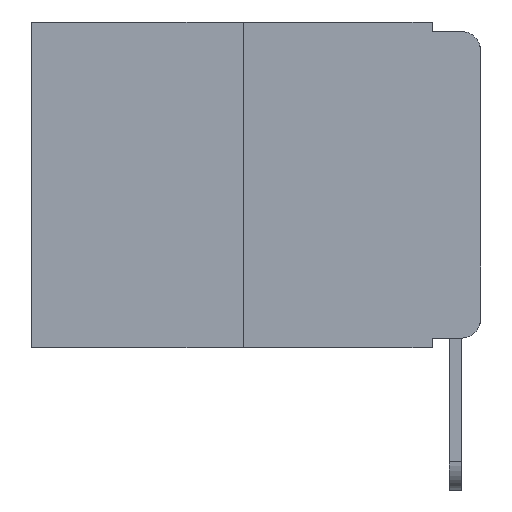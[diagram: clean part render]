
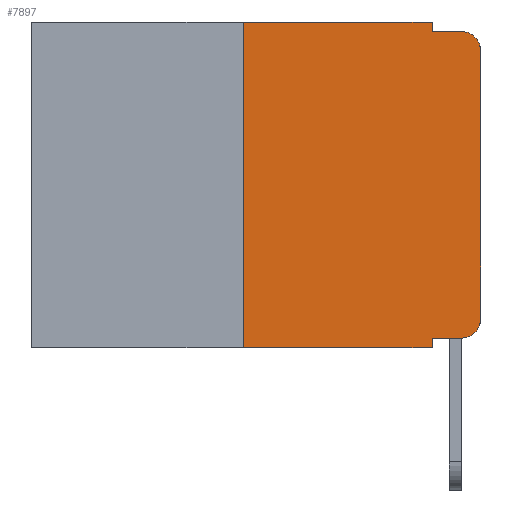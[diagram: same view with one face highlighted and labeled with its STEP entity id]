
A CAD part, left-side view. The second image highlights one B-rep face of the part: STEP entity #7897.
In plain terms, the highlighted planar face has unit normal (-1, 0, 0).
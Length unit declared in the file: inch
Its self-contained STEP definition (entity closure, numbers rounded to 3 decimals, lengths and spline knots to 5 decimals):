
#436 = CARTESIAN_POINT ( 'NONE',  ( 0., 0.473, -0.343 ) ) ;
#438 = CARTESIAN_POINT ( 'NONE',  ( 0., 0.25, 0. ) ) ;
#497 = CARTESIAN_POINT ( 'NONE',  ( 0., 0.051, 0. ) ) ;
#646 = CARTESIAN_POINT ( 'NONE',  ( 0., 0.051, -0.01 ) ) ;
#652 = AXIS2_PLACEMENT_3D ( 'NONE', #5867, #14741, #7275 ) ;
#662 = LINE ( 'NONE', #16869, #14618 ) ;
#771 = PLANE ( 'NONE',  #12418 ) ;
#1202 = DIRECTION ( 'NONE',  ( 0., 0., -1. ) ) ;
#1206 = CARTESIAN_POINT ( 'NONE',  ( 0., 0.25, -0.343 ) ) ;
#2396 = DIRECTION ( 'NONE',  ( 0., 0., -1. ) ) ;
#2484 = CARTESIAN_POINT ( 'NONE',  ( 0., 0.051, 0. ) ) ;
#2878 = ORIENTED_EDGE ( 'NONE', *, *, #7609, .T. ) ;
#3577 = DIRECTION ( 'NONE',  ( 0., 0., 1. ) ) ;
#3601 = DIRECTION ( 'NONE',  ( 0., -1., 0. ) ) ;
#3613 = LINE ( 'NONE', #9465, #13669 ) ;
#3820 = FACE_OUTER_BOUND ( 'NONE', #13287, .T. ) ;
#3852 = DIRECTION ( 'NONE',  ( -1., 0., 0. ) ) ;
#4163 = AXIS2_PLACEMENT_3D ( 'NONE', #11905, #3852, #13103 ) ;
#4488 = ORIENTED_EDGE ( 'NONE', *, *, #6463, .F. ) ;
#5171 = VERTEX_POINT ( 'NONE', #438 ) ;
#5446 = DIRECTION ( 'NONE',  ( 0., 0., -1. ) ) ;
#5590 = CARTESIAN_POINT ( 'NONE',  ( 0., 0.051, -0.343 ) ) ;
#5695 = VECTOR ( 'NONE', #3601, 39.37008 ) ;
#5867 = CARTESIAN_POINT ( 'NONE',  ( 0., 0.02, -0.313 ) ) ;
#6463 = EDGE_CURVE ( 'NONE', #5171, #10630, #16949, .T. ) ;
#6907 = DIRECTION ( 'NONE',  ( 0., 0., 1. ) ) ;
#6915 = EDGE_CURVE ( 'NONE', #16527, #14390, #15744, .T. ) ;
#7275 = DIRECTION ( 'NONE',  ( 0., 0., -1. ) ) ;
#7380 = EDGE_CURVE ( 'NONE', #9023, #15730, #13158, .T. ) ;
#7421 = LINE ( 'NONE', #2484, #13320 ) ;
#7440 = EDGE_CURVE ( 'NONE', #15730, #10611, #7884, .T. ) ;
#7463 = EDGE_CURVE ( 'NONE', #12736, #10611, #3613, .T. ) ;
#7498 = EDGE_CURVE ( 'NONE', #10630, #12736, #7421, .T. ) ;
#7506 = EDGE_CURVE ( 'NONE', #16527, #5171, #12964, .T. ) ;
#7512 = VERTEX_POINT ( 'NONE', #12124 ) ;
#7572 = EDGE_CURVE ( 'NONE', #10470, #14390, #662, .T. ) ;
#7609 = EDGE_CURVE ( 'NONE', #10470, #7512, #8486, .T. ) ;
#7632 = EDGE_CURVE ( 'NONE', #7512, #9023, #16583, .T. ) ;
#7846 = CARTESIAN_POINT ( 'NONE',  ( 0., 0., 0. ) ) ;
#7884 = CIRCLE ( 'NONE', #4163, 0.02 ) ;
#7897 = ADVANCED_FACE ( 'NONE', ( #3820 ), #771, .F. ) ;
#8486 = LINE ( 'NONE', #14690, #13489 ) ;
#8661 = ORIENTED_EDGE ( 'NONE', *, *, #7506, .F. ) ;
#9023 = VERTEX_POINT ( 'NONE', #12111 ) ;
#9135 = CARTESIAN_POINT ( 'NONE',  ( 0., 0.051, -0.333 ) ) ;
#9465 = CARTESIAN_POINT ( 'NONE',  ( 0., 0.051, -0.01 ) ) ;
#9470 = CARTESIAN_POINT ( 'NONE',  ( 0., 0., -0.03 ) ) ;
#9669 = ORIENTED_EDGE ( 'NONE', *, *, #7380, .T. ) ;
#9713 = VECTOR ( 'NONE', #6907, 39.37008 ) ;
#10470 = VERTEX_POINT ( 'NONE', #9135 ) ;
#10611 = VERTEX_POINT ( 'NONE', #14059 ) ;
#10630 = VERTEX_POINT ( 'NONE', #497 ) ;
#10716 = DIRECTION ( 'NONE',  ( 1., 0., 0. ) ) ;
#10725 = VECTOR ( 'NONE', #12864, 39.37008 ) ;
#11905 = CARTESIAN_POINT ( 'NONE',  ( 0., 0.02, -0.03 ) ) ;
#12111 = CARTESIAN_POINT ( 'NONE',  ( 0., 0., -0.313 ) ) ;
#12124 = CARTESIAN_POINT ( 'NONE',  ( 0., 0.02, -0.333 ) ) ;
#12418 = AXIS2_PLACEMENT_3D ( 'NONE', #14263, #10716, #2396 ) ;
#12736 = VERTEX_POINT ( 'NONE', #646 ) ;
#12864 = DIRECTION ( 'NONE',  ( 0., -1., 0. ) ) ;
#12964 = LINE ( 'NONE', #14436, #9713 ) ;
#13103 = DIRECTION ( 'NONE',  ( 0., 0., -1. ) ) ;
#13158 = LINE ( 'NONE', #7846, #15174 ) ;
#13287 = EDGE_LOOP ( 'NONE', ( #9669, #14011, #17061, #14401, #4488, #8661, #15135, #15856, #2878, #16558 ) ) ;
#13320 = VECTOR ( 'NONE', #5446, 39.37008 ) ;
#13489 = VECTOR ( 'NONE', #15850, 39.37008 ) ;
#13669 = VECTOR ( 'NONE', #16592, 39.37008 ) ;
#13966 = CARTESIAN_POINT ( 'NONE',  ( 0., 0.473, 0. ) ) ;
#14011 = ORIENTED_EDGE ( 'NONE', *, *, #7440, .T. ) ;
#14059 = CARTESIAN_POINT ( 'NONE',  ( 0., 0.02, -0.01 ) ) ;
#14263 = CARTESIAN_POINT ( 'NONE',  ( 0., 0.473, 0. ) ) ;
#14390 = VERTEX_POINT ( 'NONE', #5590 ) ;
#14401 = ORIENTED_EDGE ( 'NONE', *, *, #7498, .F. ) ;
#14436 = CARTESIAN_POINT ( 'NONE',  ( 0., 0.25, 0. ) ) ;
#14618 = VECTOR ( 'NONE', #1202, 39.37008 ) ;
#14690 = CARTESIAN_POINT ( 'NONE',  ( 0., 0.051, -0.333 ) ) ;
#14741 = DIRECTION ( 'NONE',  ( -1., 0., 0. ) ) ;
#15135 = ORIENTED_EDGE ( 'NONE', *, *, #6915, .T. ) ;
#15174 = VECTOR ( 'NONE', #3577, 39.37008 ) ;
#15730 = VERTEX_POINT ( 'NONE', #9470 ) ;
#15744 = LINE ( 'NONE', #436, #5695 ) ;
#15850 = DIRECTION ( 'NONE',  ( 0., -1., 0. ) ) ;
#15856 = ORIENTED_EDGE ( 'NONE', *, *, #7572, .F. ) ;
#16527 = VERTEX_POINT ( 'NONE', #1206 ) ;
#16558 = ORIENTED_EDGE ( 'NONE', *, *, #7632, .T. ) ;
#16583 = CIRCLE ( 'NONE', #652, 0.02 ) ;
#16592 = DIRECTION ( 'NONE',  ( 0., -1., 0. ) ) ;
#16869 = CARTESIAN_POINT ( 'NONE',  ( 0., 0.051, 0. ) ) ;
#16949 = LINE ( 'NONE', #13966, #10725 ) ;
#17061 = ORIENTED_EDGE ( 'NONE', *, *, #7463, .F. ) ;
